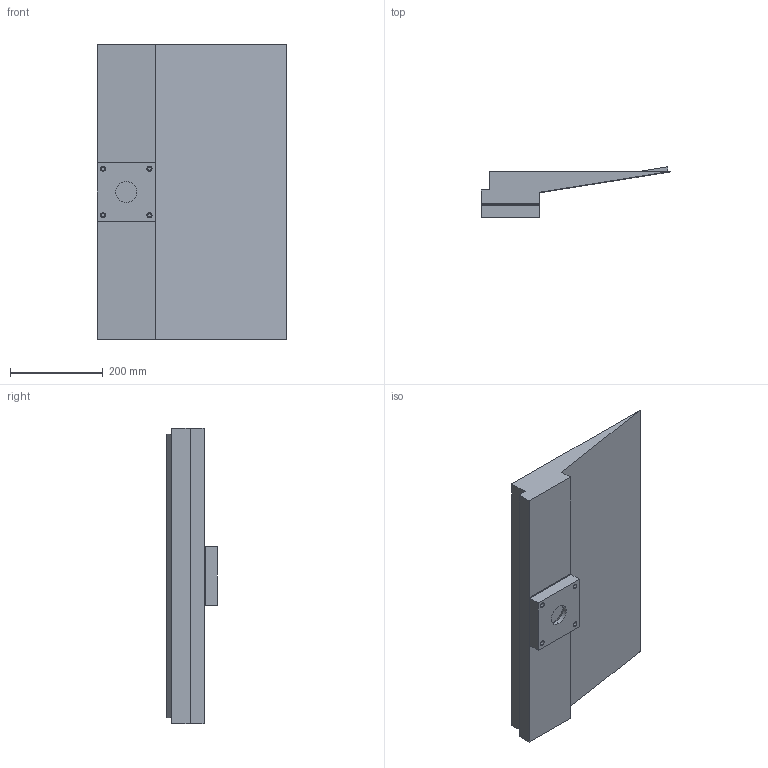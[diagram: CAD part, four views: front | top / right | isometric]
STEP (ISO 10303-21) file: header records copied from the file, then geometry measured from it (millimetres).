
FILE_DESCRIPTION (( 'STEP AP214' ), '1' );
FILE_NAME ('D922-1.STEP', '2018-04-27T10:40:07', ( '' ), ( '' ), 'SwSTEP 2.0', 'SolidWorks 2017', '' );
FILE_SCHEMA (( 'AUTOMOTIVE_DESIGN' ));
Length unit declared in the file: millimetre
Products named in the file (2): D922-1
Bounding box: 408 x 108 x 636 mm (x, y, z)
Volume: 4863229 mm3; surface area: 740942.2 mm2
Topology: 3 solids, 3 shells, 94 faces, 233 edges, 154 vertices
Faces by surface type: plane 50, cylinder 42, cone 2
Entity records: 2922 total; most frequent: DIRECTION 511, CARTESIAN_POINT 483, ORIENTED_EDGE 466, EDGE_CURVE 233, AXIS2_PLACEMENT_3D 182, VERTEX_POINT 154, VECTOR 147, LINE 147
